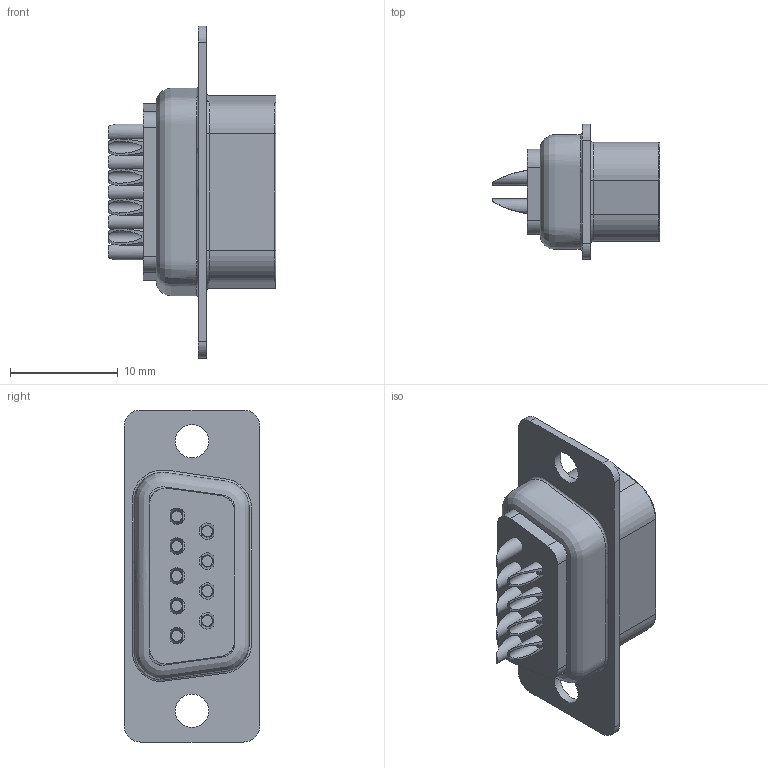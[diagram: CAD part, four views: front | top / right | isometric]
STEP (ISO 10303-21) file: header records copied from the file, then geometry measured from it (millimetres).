
FILE_DESCRIPTION(/* description */ (''),/* implementation_level */ '2;1');
FILE_NAME(/* name */ 'DSUB09 Male straight solder pins.stp',/* time_stamp */ '2023-03-23T16:44:59+01:00',/* author */ (''),/* organization */ (''),/* preprocessor_version */ 'ST-DEVELOPER v16',/* originating_system */ 'SIEMENS PLM Software NX 10.0',/* authorisation */ '');
FILE_SCHEMA (('AP203_CONFIGURATION_CONTROLLED_3D_DESIGN_OF_MECHANICAL_PARTS_AND_ASSEMBLIES_MIM_LF { 1 0 10303 403 2 1 2}'));
Length unit declared in the file: millimetre
Products named in the file (1): doms3A00A1ADyvb9
Bounding box: 15.55 x 12.55 x 30.8 mm (x, y, z)
Volume: 1317.6 mm3; surface area: 2877.3 mm2
Topology: 11 solids, 11 shells, 192 faces, 468 edges, 281 vertices
Faces by surface type: cylinder 74, plane 49, bspline 26, torus 16, sphere 9, cone 9, extrusion 9
Full cylindrical faces by diameter (mm): 1 x18, 1.136 x9, 1.536 x9, 3.1 x2
Entity records: 15791 total; most frequent: CARTESIAN_POINT 10877, DIRECTION 749, ORIENTED_EDGE 744, EDGE_CURVE 372, AXIS2_PLACEMENT_3D 323, EDGE_LOOP 259, VERTEX_POINT 245, ADVANCED_FACE 192
